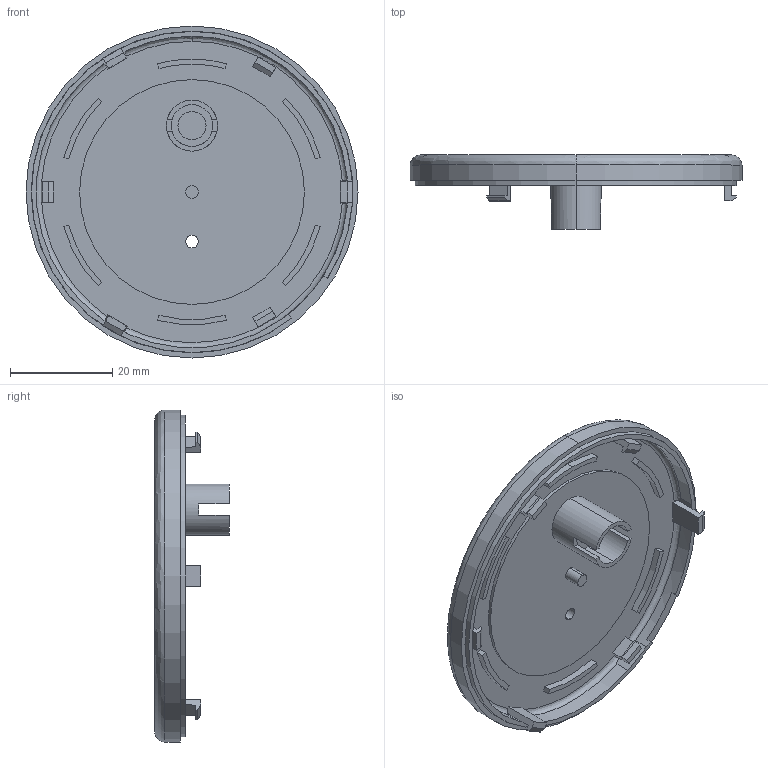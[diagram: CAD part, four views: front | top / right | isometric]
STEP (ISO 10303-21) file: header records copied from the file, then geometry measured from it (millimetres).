
FILE_DESCRIPTION (( 'STEP AP214' ), '1' );
FILE_NAME ('MS001-D.01.008SL.1.1 MS001-D狟俋褲.step', '2021-08-27T10:51:12', ( '' ), ( '' ), 'SwSTEP 2.0', 'SolidWorks 2016', '' );
FILE_SCHEMA (( 'AUTOMOTIVE_DESIGN' ));
Length unit declared in the file: millimetre
Products named in the file (1): MS001-D.01.008SL.1.1 MS001-D狟俋褲
Bounding box: 65 x 14.6 x 65 mm (x, y, z)
Volume: 8775.2 mm3; surface area: 9677.4 mm2
Topology: 1 solids, 1 shells, 140 faces, 369 edges, 243 vertices
Faces by surface type: plane 94, cylinder 37, bspline 6, cone 3
Entity records: 4849 total; most frequent: CARTESIAN_POINT 1327, ORIENTED_EDGE 738, DIRECTION 697, EDGE_CURVE 369, VERTEX_POINT 243, LINE 241, VECTOR 241, AXIS2_PLACEMENT_3D 228
